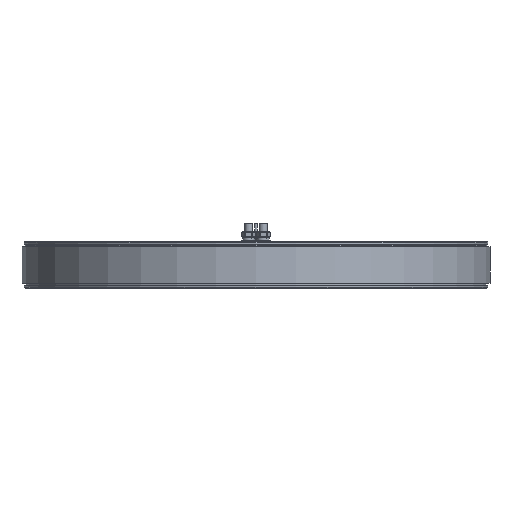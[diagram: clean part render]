
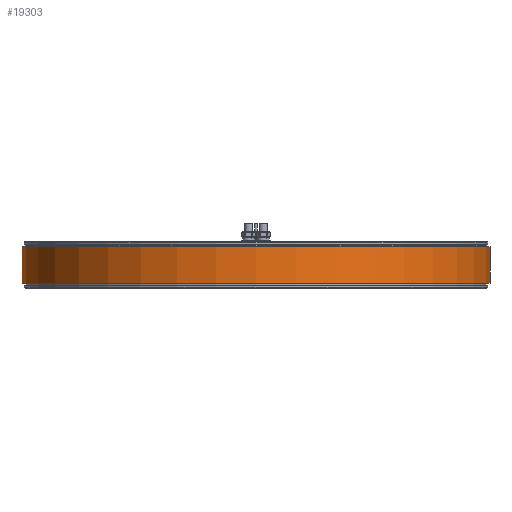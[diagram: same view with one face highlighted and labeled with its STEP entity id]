
A CAD part, front view. The second image highlights one B-rep face of the part: STEP entity #19303.
In plain terms, the highlighted cylindrical face has radius 651 mm (diameter 1302 mm), a partial arc.
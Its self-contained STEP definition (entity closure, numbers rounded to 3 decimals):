
#4985=CARTESIAN_POINT('',(0.,0.,-14.6));
#4986=DIRECTION('',(0.,0.,1.));
#4987=DIRECTION('',(-0.053,0.999,0.));
#4988=AXIS2_PLACEMENT_3D('',#4985,#4986,#4987);
#4990=DIRECTION('',(0.,0.,1.));
#4991=VECTOR('',#4990,100.8);
#4992=CARTESIAN_POINT('',(34.5,650.085,-115.4));
#4993=LINE('',#4992,#4991);
#4994=CARTESIAN_POINT('',(0.,0.,-115.4));
#4995=DIRECTION('',(0.,0.,-1.));
#4996=DIRECTION('',(0.053,0.999,0.));
#4997=AXIS2_PLACEMENT_3D('',#4994,#4995,#4996);
#4999=DIRECTION('',(0.,0.,1.));
#5000=VECTOR('',#4999,100.8);
#5001=CARTESIAN_POINT('',(-34.5,650.085,-115.4));
#5002=LINE('',#5001,#5000);
#9137=CARTESIAN_POINT('',(-34.5,650.085,-115.4));
#9138=CARTESIAN_POINT('',(34.5,650.085,-115.4));
#9139=VERTEX_POINT('',#9137);
#9140=VERTEX_POINT('',#9138);
#9141=CARTESIAN_POINT('',(-34.5,650.085,-14.6));
#9142=CARTESIAN_POINT('',(34.5,650.085,-14.6));
#9143=VERTEX_POINT('',#9141);
#9144=VERTEX_POINT('',#9142);
#19292=CARTESIAN_POINT('',(0.,0.,-9.56));
#19293=DIRECTION('',(0.,0.,-1.));
#19294=DIRECTION('',(1.,0.,0.));
#19295=AXIS2_PLACEMENT_3D('',#19292,#19293,#19294);
#19296=CYLINDRICAL_SURFACE('',#19295,651.);
#19297=ORIENTED_EDGE('',*,*,#12171,.T.);
#19298=ORIENTED_EDGE('',*,*,#12187,.F.);
#19299=ORIENTED_EDGE('',*,*,#12211,.T.);
#19300=ORIENTED_EDGE('',*,*,#12190,.T.);
#19301=EDGE_LOOP('',(#19297,#19298,#19299,#19300));
#19302=FACE_OUTER_BOUND('',#19301,.F.);
#19303=ADVANCED_FACE('',(#19302),#19296,.T.);
#4989=CIRCLE('',#4988,651.);
#4998=CIRCLE('',#4997,651.);
#12171=EDGE_CURVE('',#9143,#9144,#4989,.T.);
#12187=EDGE_CURVE('',#9140,#9144,#4993,.T.);
#12190=EDGE_CURVE('',#9139,#9143,#5002,.T.);
#12211=EDGE_CURVE('',#9140,#9139,#4998,.T.);
